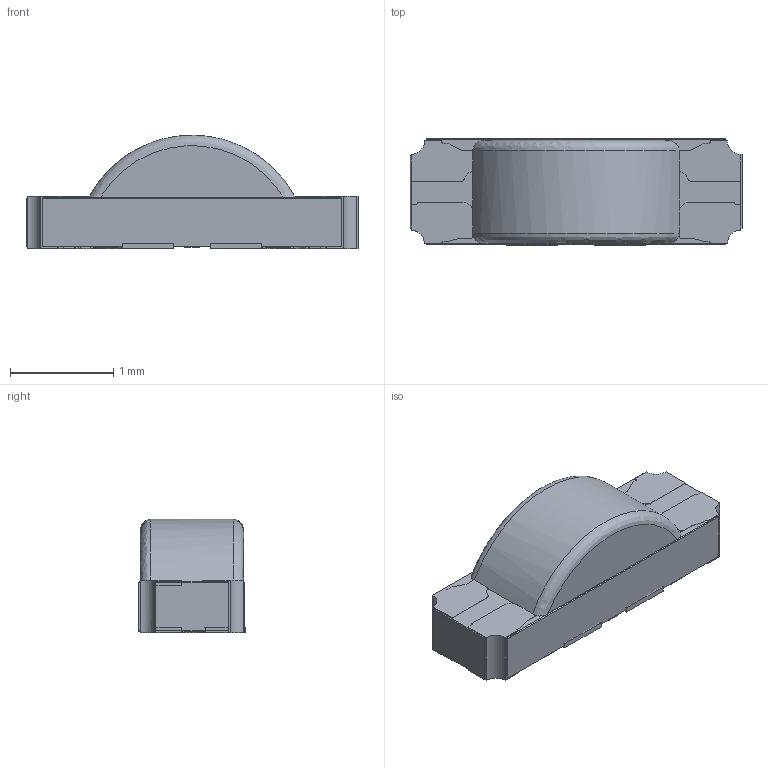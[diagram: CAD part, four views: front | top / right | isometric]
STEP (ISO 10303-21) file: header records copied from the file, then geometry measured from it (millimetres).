
FILE_DESCRIPTION(('FreeCAD Model'),'2;1');
FILE_NAME('Open CASCADE Shape Model','2024-03-27T17:16:43',('Author'),( ''),'Open CASCADE STEP processor 7.6','FreeCAD','Unknown');
FILE_SCHEMA(('AUTOMOTIVE_DESIGN { 1 0 10303 214 1 1 1 1 }'));
Length unit declared in the file: millimetre
Products named in the file (16): Unnamed; SK6812_AdaFruit_EC3210R; SK6812_AdaFruit_EC3210R001; SK6812_AdaFruit_EC3210R002; SK6812_AdaFruit_EC3210R003; SK6812_AdaFruit_EC3210R004; SK6812_AdaFruit_EC3210R005; SK6812_AdaFruit_EC3210R006; SK6812_AdaFruit_EC3210R007; SK6812_AdaFruit_EC3210R008; SK6812_AdaFruit_EC3210R009; SK6812_AdaFruit_EC3210R010; SK6812_AdaFruit_EC3210R011; SK6812_AdaFruit_EC3210R012; SK6812_AdaFruit_EC3210R013; SK6812_AdaFruit_EC3210R014
Assembly tree (15 placements, depth 2):
  Unnamed
    SK6812_AdaFruit_EC3210R
    SK6812_AdaFruit_EC3210R001
    SK6812_AdaFruit_EC3210R002
    SK6812_AdaFruit_EC3210R003
    SK6812_AdaFruit_EC3210R004
    SK6812_AdaFruit_EC3210R005
    SK6812_AdaFruit_EC3210R006
    SK6812_AdaFruit_EC3210R007
    SK6812_AdaFruit_EC3210R008
    SK6812_AdaFruit_EC3210R009
    SK6812_AdaFruit_EC3210R010
    SK6812_AdaFruit_EC3210R011
    SK6812_AdaFruit_EC3210R012
    SK6812_AdaFruit_EC3210R013
    SK6812_AdaFruit_EC3210R014
Bounding box: 3.22 x 1.04 x 1.1 mm (x, y, z)
Volume: 2.6 mm3; surface area: 25.7 mm2
Topology: 15 solids, 15 shells, 246 faces, 635 edges, 419 vertices
Faces by surface type: bspline 246
Entity records: 7397 total; most frequent: CARTESIAN_POINT 3258, ORIENTED_EDGE 1270, EDGE_CURVE 635, B_SPLINE_CURVE_WITH_KNOTS 466, VERTEX_POINT 419, ADVANCED_FACE 246, FACE_BOUND 246, EDGE_LOOP 246
